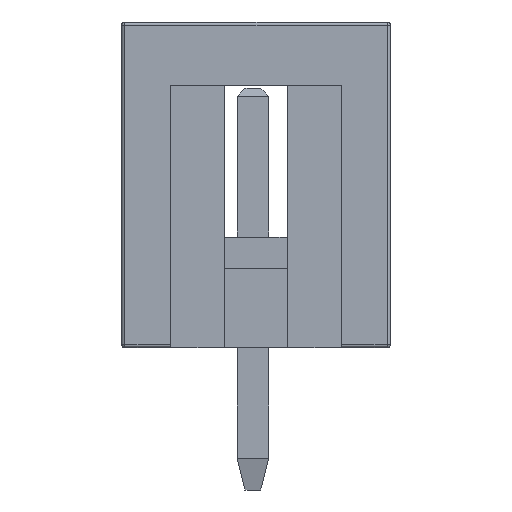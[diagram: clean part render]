
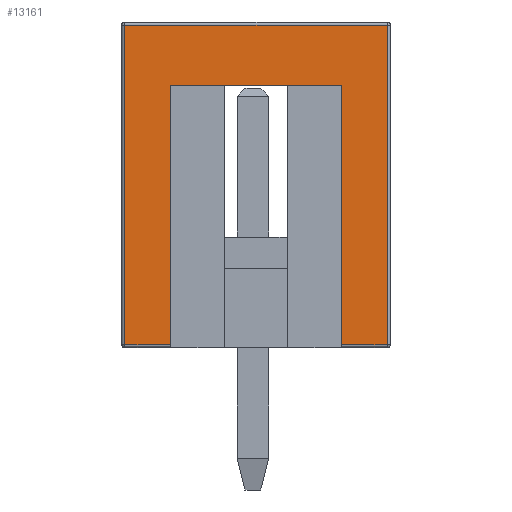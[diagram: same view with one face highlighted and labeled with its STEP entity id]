
A CAD part, left-side view. The second image highlights one B-rep face of the part: STEP entity #13161.
In plain terms, the highlighted planar face has unit normal (-1, 0, 0).
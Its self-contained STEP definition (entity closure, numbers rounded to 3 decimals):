
#6452 = VERTEX_POINT('',#6453);
#6453 = CARTESIAN_POINT('',(-2.8,-4.25,0.1));
#6460 = EDGE_CURVE('',#6452,#6461,#6463,.T.);
#6461 = VERTEX_POINT('',#6462);
#6462 = CARTESIAN_POINT('',(-2.8,-4.25,10.2));
#6463 = LINE('',#6464,#6465);
#6464 = CARTESIAN_POINT('',(-2.8,-4.25,0.));
#6465 = VECTOR('',#6466,1.);
#6466 = DIRECTION('',(0.,0.,1.));
#13161 = ADVANCED_FACE('',(#13162),#13219,.F.);
#13162 = FACE_BOUND('',#13163,.F.);
#13163 = EDGE_LOOP('',(#13164,#13165,#13173,#13181,#13189,#13197,#13205,
#13213));
#13164 = ORIENTED_EDGE('',*,*,#6460,.F.);
#13165 = ORIENTED_EDGE('',*,*,#13166,.F.);
#13166 = EDGE_CURVE('',#13167,#6452,#13169,.T.);
#13167 = VERTEX_POINT('',#13168);
#13168 = CARTESIAN_POINT('',(-2.8,-2.8,0.1));
#13169 = LINE('',#13170,#13171);
#13170 = CARTESIAN_POINT('',(-2.8,4.15,0.1));
#13171 = VECTOR('',#13172,1.);
#13172 = DIRECTION('',(0.,-1.,0.));
#13173 = ORIENTED_EDGE('',*,*,#13174,.F.);
#13174 = EDGE_CURVE('',#13175,#13167,#13177,.T.);
#13175 = VERTEX_POINT('',#13176);
#13176 = CARTESIAN_POINT('',(-2.8,-2.8,8.3));
#13177 = LINE('',#13178,#13179);
#13178 = CARTESIAN_POINT('',(-2.8,-2.8,4.15));
#13179 = VECTOR('',#13180,1.);
#13180 = DIRECTION('',(0.,0.,-1.));
#13181 = ORIENTED_EDGE('',*,*,#13182,.F.);
#13182 = EDGE_CURVE('',#13183,#13175,#13185,.T.);
#13183 = VERTEX_POINT('',#13184);
#13184 = CARTESIAN_POINT('',(-2.8,2.6,8.3));
#13185 = LINE('',#13186,#13187);
#13186 = CARTESIAN_POINT('',(-2.8,2.025,8.3));
#13187 = VECTOR('',#13188,1.);
#13188 = DIRECTION('',(0.,-1.,0.));
#13189 = ORIENTED_EDGE('',*,*,#13190,.F.);
#13190 = EDGE_CURVE('',#13191,#13183,#13193,.T.);
#13191 = VERTEX_POINT('',#13192);
#13192 = CARTESIAN_POINT('',(-2.8,2.6,0.1));
#13193 = LINE('',#13194,#13195);
#13194 = CARTESIAN_POINT('',(-2.8,2.6,-4.15));
#13195 = VECTOR('',#13196,1.);
#13196 = DIRECTION('',(0.,0.,1.));
#13197 = ORIENTED_EDGE('',*,*,#13198,.F.);
#13198 = EDGE_CURVE('',#13199,#13191,#13201,.T.);
#13199 = VERTEX_POINT('',#13200);
#13200 = CARTESIAN_POINT('',(-2.8,4.05,0.1));
#13201 = LINE('',#13202,#13203);
#13202 = CARTESIAN_POINT('',(-2.8,4.15,0.1));
#13203 = VECTOR('',#13204,1.);
#13204 = DIRECTION('',(0.,-1.,0.));
#13205 = ORIENTED_EDGE('',*,*,#13206,.T.);
#13206 = EDGE_CURVE('',#13199,#13207,#13209,.T.);
#13207 = VERTEX_POINT('',#13208);
#13208 = CARTESIAN_POINT('',(-2.8,4.05,10.2));
#13209 = LINE('',#13210,#13211);
#13210 = CARTESIAN_POINT('',(-2.8,4.05,0.));
#13211 = VECTOR('',#13212,1.);
#13212 = DIRECTION('',(0.,0.,1.));
#13213 = ORIENTED_EDGE('',*,*,#13214,.T.);
#13214 = EDGE_CURVE('',#13207,#6461,#13215,.T.);
#13215 = LINE('',#13216,#13217);
#13216 = CARTESIAN_POINT('',(-2.8,4.15,10.2));
#13217 = VECTOR('',#13218,1.);
#13218 = DIRECTION('',(0.,-1.,0.));
#13219 = PLANE('',#13220);
#13220 = AXIS2_PLACEMENT_3D('',#13221,#13222,#13223);
#13221 = CARTESIAN_POINT('',(-2.8,4.15,0.));
#13222 = DIRECTION('',(1.,0.,0.));
#13223 = DIRECTION('',(0.,-1.,0.));
